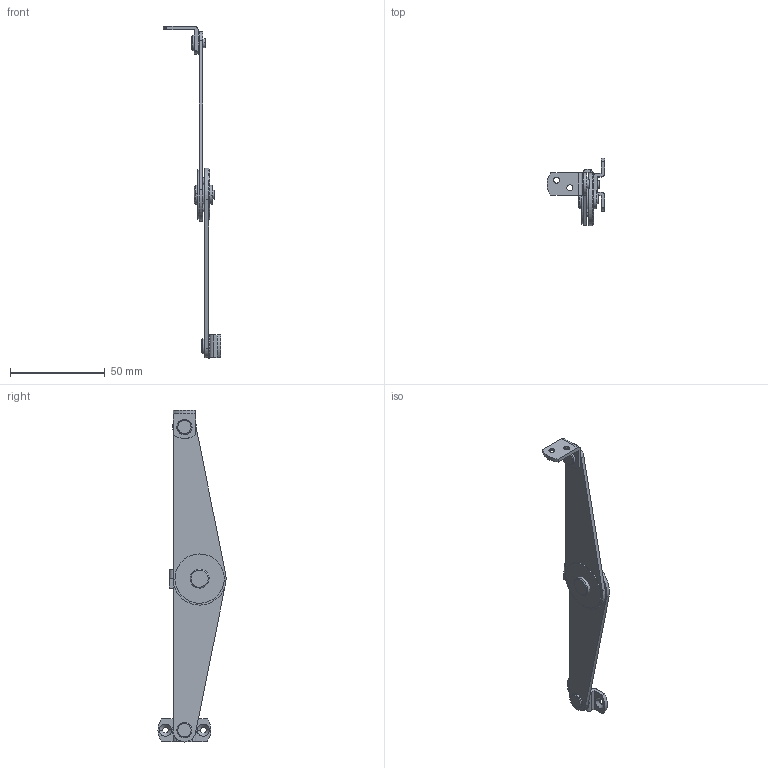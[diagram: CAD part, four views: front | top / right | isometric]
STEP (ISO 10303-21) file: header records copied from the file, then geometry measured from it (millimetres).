
FILE_DESCRIPTION((''),'2;1');
FILE_NAME('','2005-04-20T12:08:30',(''),(''),'','CADfix','');
FILE_SCHEMA(('AUTOMOTIVE_DESIGN'));
Length unit declared in the file: millimetre
Products named in the file (16): ball_mr-1; ball_mr; spring_mr-1; arm_mr-1; washer_C_mr; washer_B_mr; washer_A_mr; spring_mr; spacer_mr; rivet_C_mr; rivet_B_mr; rivet_A_mr; bracket_B_mr; bracket_A_mr; arm_mr; TM_89_R_6314_36
Assembly tree (15 placements, depth 2):
  TM_89_R_6314_36
    ball_mr-1
    ball_mr
    spring_mr-1
    arm_mr-1
    washer_C_mr
    washer_B_mr
    washer_A_mr
    spring_mr
    spacer_mr
    rivet_C_mr
    rivet_B_mr
    rivet_A_mr
    bracket_B_mr
    bracket_A_mr
    arm_mr
Bounding box: 30.5 x 35.99 x 175.25 mm (x, y, z)
Volume: 10894.1 mm3; surface area: 14967 mm2
Topology: 15 solids, 15 shells, 155 faces, 485 edges, 366 vertices
Faces by surface type: bspline 155
Entity records: 6386 total; most frequent: CARTESIAN_POINT 3342, ORIENTED_EDGE 970, EDGE_CURVE 485, VERTEX_POINT 366, EDGE_LOOP 193, QUASI_UNIFORM_CURVE 167, FACE_OUTER_BOUND 155, ADVANCED_FACE 155
